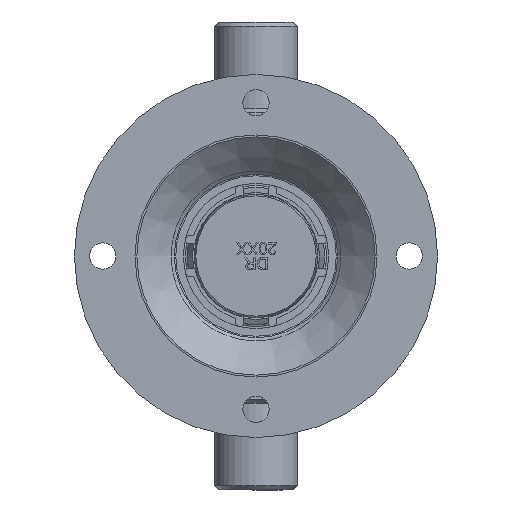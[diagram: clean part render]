
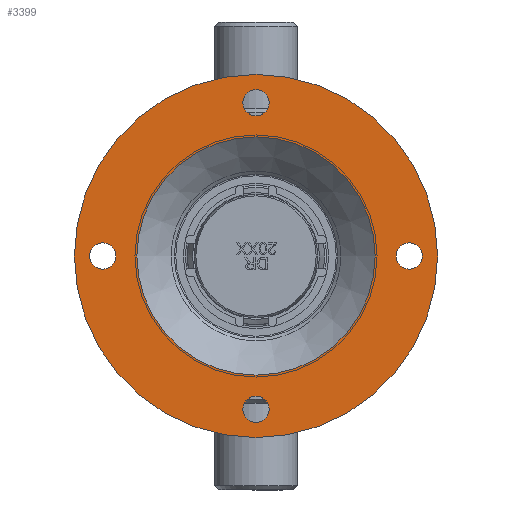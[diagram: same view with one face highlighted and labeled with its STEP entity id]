
A CAD part, left-side view. The second image highlights one B-rep face of the part: STEP entity #3399.
In plain terms, the highlighted planar face has unit normal (-1, 0, 0).
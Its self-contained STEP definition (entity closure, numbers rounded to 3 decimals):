
#570=PLANE('',#3719);
#1220=ORIENTED_EDGE('',*,*,#1919,.T.);
#1221=ORIENTED_EDGE('',*,*,#1920,.T.);
#1222=ORIENTED_EDGE('',*,*,#1921,.T.);
#1223=ORIENTED_EDGE('',*,*,#1870,.T.);
#1224=ORIENTED_EDGE('',*,*,#1922,.F.);
#1225=ORIENTED_EDGE('',*,*,#1923,.T.);
#1870=EDGE_CURVE('',#2304,#2304,#2575,.T.);
#1919=EDGE_CURVE('',#2329,#2329,#2588,.T.);
#1920=EDGE_CURVE('',#2330,#2330,#2589,.T.);
#1921=EDGE_CURVE('',#2331,#2331,#2590,.T.);
#1922=EDGE_CURVE('',#2332,#2332,#2591,.T.);
#1923=EDGE_CURVE('',#2333,#2333,#2592,.T.);
#2304=VERTEX_POINT('',#5883);
#2329=VERTEX_POINT('',#6030);
#2330=VERTEX_POINT('',#6032);
#2331=VERTEX_POINT('',#6034);
#2332=VERTEX_POINT('',#6036);
#2333=VERTEX_POINT('',#6038);
#2575=CIRCLE('',#3682,29.527);
#2588=CIRCLE('',#3720,3.25);
#2589=CIRCLE('',#3721,3.25);
#2590=CIRCLE('',#3722,3.25);
#2591=CIRCLE('',#3723,45.);
#2592=CIRCLE('',#3724,3.25);
#2815=EDGE_LOOP('',(#1220));
#2816=EDGE_LOOP('',(#1221));
#2817=EDGE_LOOP('',(#1222));
#2818=EDGE_LOOP('',(#1223));
#2819=EDGE_LOOP('',(#1224));
#2820=EDGE_LOOP('',(#1225));
#3125=FACE_BOUND('',#2815,.T.);
#3126=FACE_BOUND('',#2816,.T.);
#3127=FACE_BOUND('',#2817,.T.);
#3128=FACE_BOUND('',#2818,.T.);
#3129=FACE_BOUND('',#2819,.T.);
#3130=FACE_BOUND('',#2820,.T.);
#3399=ADVANCED_FACE('',(#3125,#3126,#3127,#3128,#3129,#3130),#570,.F.);
#3682=AXIS2_PLACEMENT_3D('',#5882,#4341,#4342);
#3719=AXIS2_PLACEMENT_3D('',#6028,#4439,#4440);
#3720=AXIS2_PLACEMENT_3D('',#6029,#4441,#4442);
#3721=AXIS2_PLACEMENT_3D('',#6031,#4443,#4444);
#3722=AXIS2_PLACEMENT_3D('',#6033,#4445,#4446);
#3723=AXIS2_PLACEMENT_3D('',#6035,#4447,#4448);
#3724=AXIS2_PLACEMENT_3D('',#6037,#4449,#4450);
#4341=DIRECTION('',(1.,0.,0.));
#4342=DIRECTION('',(0.,1.,0.));
#4439=DIRECTION('',(1.,0.,0.));
#4440=DIRECTION('',(0.,1.,0.));
#4441=DIRECTION('',(1.,0.,0.));
#4442=DIRECTION('',(0.,-1.,0.));
#4443=DIRECTION('',(1.,0.,0.));
#4444=DIRECTION('',(0.,0.,-1.));
#4445=DIRECTION('',(1.,0.,0.));
#4446=DIRECTION('',(0.,1.,0.));
#4447=DIRECTION('',(1.,0.,0.));
#4448=DIRECTION('',(0.,1.,0.));
#4449=DIRECTION('',(1.,0.,0.));
#4450=DIRECTION('',(0.,0.,1.));
#5882=CARTESIAN_POINT('',(-27.,0.,0.));
#5883=CARTESIAN_POINT('',(-27.,29.527,0.));
#6028=CARTESIAN_POINT('',(-27.,29.527,0.));
#6029=CARTESIAN_POINT('',(-27.,0.,38.));
#6030=CARTESIAN_POINT('',(-27.,-3.25,38.));
#6031=CARTESIAN_POINT('',(-27.,-38.,0.));
#6032=CARTESIAN_POINT('',(-27.,-38.,-3.25));
#6033=CARTESIAN_POINT('',(-27.,0.,-38.));
#6034=CARTESIAN_POINT('',(-27.,3.25,-38.));
#6035=CARTESIAN_POINT('',(-27.,0.,0.));
#6036=CARTESIAN_POINT('',(-27.,45.,0.));
#6037=CARTESIAN_POINT('',(-27.,38.,0.));
#6038=CARTESIAN_POINT('',(-27.,38.,3.25));
